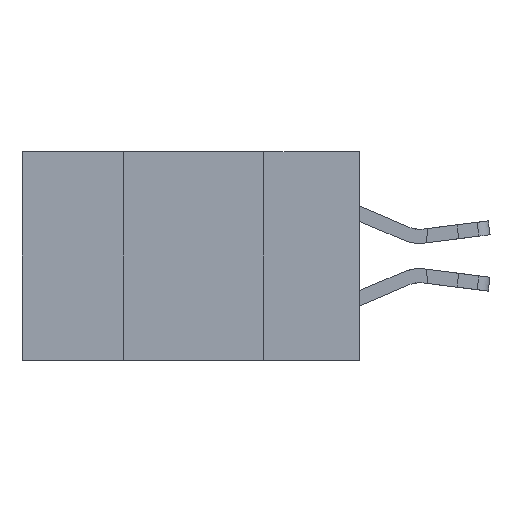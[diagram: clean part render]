
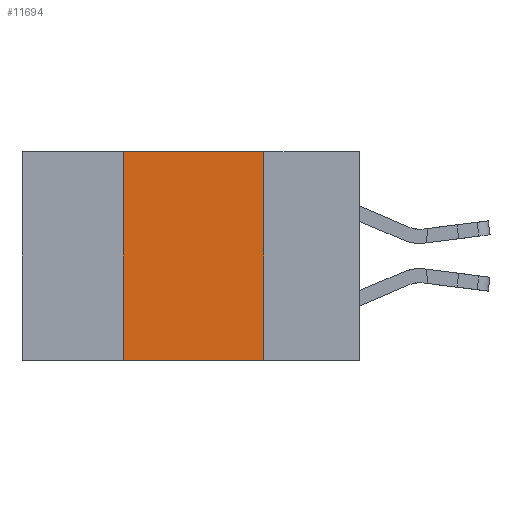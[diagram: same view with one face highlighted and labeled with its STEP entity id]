
A CAD part, left-side view. The second image highlights one B-rep face of the part: STEP entity #11694.
In plain terms, the highlighted planar face has unit normal (-1, 0, 0).
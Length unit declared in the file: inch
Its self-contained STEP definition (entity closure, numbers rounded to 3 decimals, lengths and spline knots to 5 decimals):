
#355 = EDGE_CURVE ( 'NONE', #7296, #13808, #19538, .T. ) ;
#695 = CARTESIAN_POINT ( 'NONE',  ( 0., 0.6, -0.37 ) ) ;
#1553 = DIRECTION ( 'NONE',  ( 0., 0., -1. ) ) ;
#1692 = CARTESIAN_POINT ( 'NONE',  ( 0., 0.6, 0. ) ) ;
#1950 = VERTEX_POINT ( 'NONE', #19813 ) ;
#2459 = DIRECTION ( 'NONE',  ( 0., 0., 1. ) ) ;
#3362 = LINE ( 'NONE', #5101, #7346 ) ;
#3417 = PLANE ( 'NONE',  #8929 ) ;
#3758 = ORIENTED_EDGE ( 'NONE', *, *, #355, .F. ) ;
#5101 = CARTESIAN_POINT ( 'NONE',  ( 0., 0.6, 0. ) ) ;
#5402 = DIRECTION ( 'NONE',  ( 0., -1., 0. ) ) ;
#5682 = VECTOR ( 'NONE', #5402, 39.37008 ) ;
#6424 = DIRECTION ( 'NONE',  ( 0., -1., 0. ) ) ;
#7296 = VERTEX_POINT ( 'NONE', #19645 ) ;
#7346 = VECTOR ( 'NONE', #6424, 39.37008 ) ;
#7573 = ORIENTED_EDGE ( 'NONE', *, *, #12738, .F. ) ;
#8407 = VERTEX_POINT ( 'NONE', #13025 ) ;
#8929 = AXIS2_PLACEMENT_3D ( 'NONE', #1692, #10768, #12493 ) ;
#9205 = EDGE_CURVE ( 'NONE', #7296, #1950, #10089, .T. ) ;
#9408 = LINE ( 'NONE', #18408, #16712 ) ;
#10089 = LINE ( 'NONE', #695, #5682 ) ;
#10768 = DIRECTION ( 'NONE',  ( 1., 0., 0. ) ) ;
#10861 = EDGE_CURVE ( 'NONE', #8407, #1950, #9408, .T. ) ;
#11694 = ADVANCED_FACE ( 'NONE', ( #13928 ), #3417, .F. ) ;
#12493 = DIRECTION ( 'NONE',  ( 0., 0., -1. ) ) ;
#12738 = EDGE_CURVE ( 'NONE', #13808, #8407, #3362, .T. ) ;
#13025 = CARTESIAN_POINT ( 'NONE',  ( 0., 0.17, 0. ) ) ;
#13808 = VERTEX_POINT ( 'NONE', #17991 ) ;
#13928 = FACE_OUTER_BOUND ( 'NONE', #18942, .T. ) ;
#15170 = ORIENTED_EDGE ( 'NONE', *, *, #9205, .T. ) ;
#16441 = CARTESIAN_POINT ( 'NONE',  ( 0., 0.42, 0. ) ) ;
#16712 = VECTOR ( 'NONE', #1553, 39.37008 ) ;
#17537 = ORIENTED_EDGE ( 'NONE', *, *, #10861, .F. ) ;
#17934 = VECTOR ( 'NONE', #2459, 39.37008 ) ;
#17991 = CARTESIAN_POINT ( 'NONE',  ( 0., 0.42, 0. ) ) ;
#18408 = CARTESIAN_POINT ( 'NONE',  ( 0., 0.17, 0. ) ) ;
#18942 = EDGE_LOOP ( 'NONE', ( #17537, #7573, #3758, #15170 ) ) ;
#19538 = LINE ( 'NONE', #16441, #17934 ) ;
#19645 = CARTESIAN_POINT ( 'NONE',  ( 0., 0.42, -0.37 ) ) ;
#19813 = CARTESIAN_POINT ( 'NONE',  ( 0., 0.17, -0.37 ) ) ;
